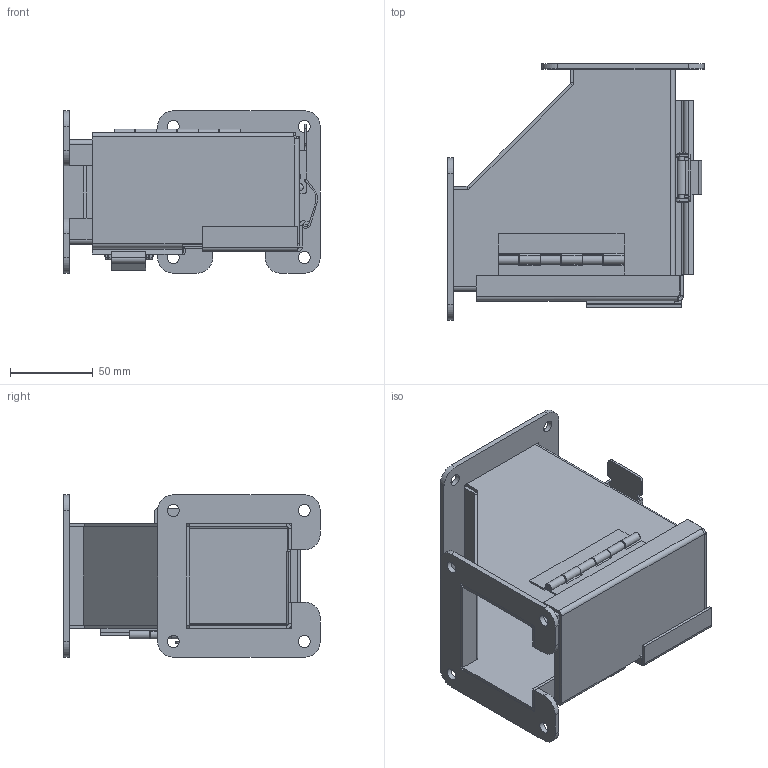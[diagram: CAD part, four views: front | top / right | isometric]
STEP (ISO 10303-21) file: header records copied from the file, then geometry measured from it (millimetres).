
FILE_DESCRIPTION(/* description */ (''),/* implementation_level */ '2;1');
FILE_NAME(/* name */ 'LJW902CW.stp',/* time_stamp */ '2017-03-23T14:07:13+06:00',/* author */ ('mgunasekar'),/* organization */ (''),/* preprocessor_version */ 'ST-DEVELOPER v16.1',/* originating_system */ 'Autodesk Inventor 2016',/* authorisation */ '');
FILE_SCHEMA (('AUTOMOTIVE_DESIGN { 1 0 10303 214 3 1 1 }'));
Length unit declared in the file: inch
Products named in the file (18): PART1; PART2; PART3; PART4; PART5; 35011; LJW902CWGASKET; LJW2RINGP; LJW902CWBT; LJW902CWBACKLID; 328119LH; 328119P; 328119TH; 328119; LJW902CMAIN; LJW902CWTAB; LJW902CWTOPLID; LJW902CW
Assembly tree (21 placements, depth 3):
  LJW902CW
    35011  x2
      PART1
      PART2
      PART3
      PART4
      PART5
    LJW902CWGASKET  x2
    LJW2RINGP  x2
    LJW902CWBT
    LJW902CWBACKLID
    328119  x2
      328119LH
      328119P
      328119TH
    LJW902CMAIN
    LJW902CWTAB
    LJW902CWTOPLID
Bounding box: 155.28 x 155.28 x 98.42 mm (x, y, z)
Volume: 206287 mm3; surface area: 212067.2 mm2
Topology: 25 solids, 25 shells, 524 faces, 1311 edges, 837 vertices
Faces by surface type: plane 344, cylinder 159, bspline 21
Full cylindrical faces by diameter (mm): 2.54 x2, 2.957 x12, 3.454 x4, 3.946 x12, 4.286 x8, 7.144 x8
Entity records: 10886 total; most frequent: CARTESIAN_POINT 2203, DIRECTION 1695, ORIENTED_EDGE 1618, EDGE_CURVE 809, LINE 597, VECTOR 597, AXIS2_PLACEMENT_3D 549, VERTEX_POINT 519
